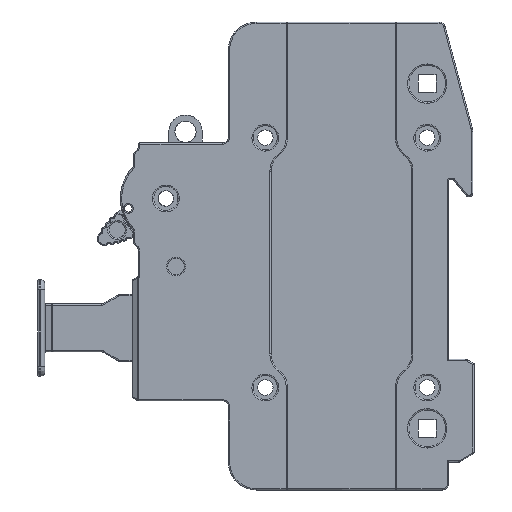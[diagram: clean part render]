
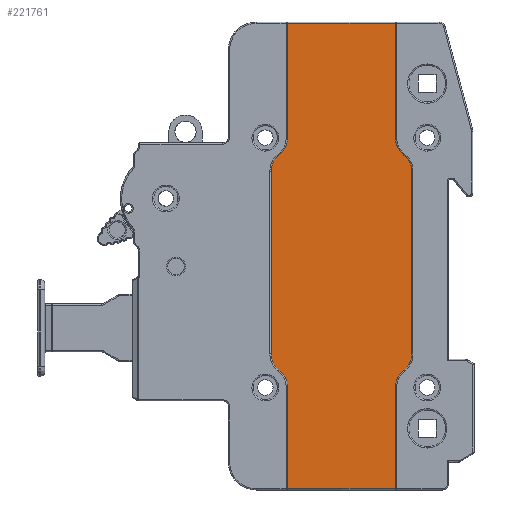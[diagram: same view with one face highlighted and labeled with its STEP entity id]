
A CAD part, left-side view. The second image highlights one B-rep face of the part: STEP entity #221761.
In plain terms, the highlighted planar face has unit normal (-1, 0, 0).
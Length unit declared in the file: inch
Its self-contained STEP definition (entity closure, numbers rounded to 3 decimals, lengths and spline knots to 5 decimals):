
#892 = EDGE_CURVE ( 'NONE', #102825, #40784, #150202, .T. ) ;
#980 = VERTEX_POINT ( 'NONE', #44628 ) ;
#1361 = VERTEX_POINT ( 'NONE', #54246 ) ;
#2301 = FACE_OUTER_BOUND ( 'NONE', #27505, .T. ) ;
#2943 = ORIENTED_EDGE ( 'NONE', *, *, #19989, .T. ) ;
#4297 = ORIENTED_EDGE ( 'NONE', *, *, #65216, .T. ) ;
#4647 = LINE ( 'NONE', #81257, #175918 ) ;
#8035 = DIRECTION ( 'NONE',  ( 0., 0., -1. ) ) ;
#9702 = DIRECTION ( 'NONE',  ( -1., 0., 0. ) ) ;
#9713 = AXIS2_PLACEMENT_3D ( 'NONE', #216439, #144217, #105268 ) ;
#14416 = VERTEX_POINT ( 'NONE', #25142 ) ;
#15815 = CARTESIAN_POINT ( 'NONE',  ( -0.87614, 1.89787, 2.96544 ) ) ;
#17899 = ORIENTED_EDGE ( 'NONE', *, *, #215367, .T. ) ;
#19989 = EDGE_CURVE ( 'NONE', #140836, #14416, #38008, .T. ) ;
#20973 = CARTESIAN_POINT ( 'NONE',  ( -0.87614, 1.73787, 4.39044 ) ) ;
#22029 = VERTEX_POINT ( 'NONE', #163975 ) ;
#22703 = ORIENTED_EDGE ( 'NONE', *, *, #206577, .T. ) ;
#24123 = DIRECTION ( 'NONE',  ( -1., 0., 0. ) ) ;
#24962 = AXIS2_PLACEMENT_3D ( 'NONE', #74685, #55217, #54410 ) ;
#25142 = CARTESIAN_POINT ( 'NONE',  ( -0.87614, 1.77068, 2.70382 ) ) ;
#26537 = DIRECTION ( 'NONE',  ( 0., 0., -1. ) ) ;
#27505 = EDGE_LOOP ( 'NONE', ( #169718, #22703, #106470, #176460, #197647, #236058, #17899, #169959, #4297, #29100, #223996, #88142, #178807, #180844, #138315, #2943 ) ) ;
#28477 = DIRECTION ( 'NONE',  ( 0., 1., 0. ) ) ;
#29100 = ORIENTED_EDGE ( 'NONE', *, *, #148716, .T. ) ;
#30703 = LINE ( 'NONE', #74672, #68415 ) ;
#33778 = PLANE ( 'NONE',  #9713 ) ;
#35352 = LINE ( 'NONE', #230221, #163149 ) ;
#37395 = CARTESIAN_POINT ( 'NONE',  ( -0.87614, 2.23074, 1.91445 ) ) ;
#38008 = CIRCLE ( 'NONE', #86557, 0.17265 ) ;
#40784 = VERTEX_POINT ( 'NONE', #41561 ) ;
#41561 = CARTESIAN_POINT ( 'NONE',  ( -0.87614, 0.92879, 4.65205 ) ) ;
#41781 = CIRCLE ( 'NONE', #123488, 0.16 ) ;
#44628 = CARTESIAN_POINT ( 'NONE',  ( -0.87614, 1.77068, 5.54437 ) ) ;
#48812 = LINE ( 'NONE', #158295, #95272 ) ;
#50904 = VERTEX_POINT ( 'NONE', #194978 ) ;
#54246 = CARTESIAN_POINT ( 'NONE',  ( -0.87614, 0.8016, 2.96544 ) ) ;
#54410 = DIRECTION ( 'NONE',  ( 0., 0., -1. ) ) ;
#55217 = DIRECTION ( 'NONE',  ( 1., 0., 0. ) ) ;
#56970 = DIRECTION ( 'NONE',  ( 0., 0., -1. ) ) ;
#60420 = EDGE_CURVE ( 'NONE', #129535, #181519, #48812, .T. ) ;
#64875 = CARTESIAN_POINT ( 'NONE',  ( -0.87614, 1.73787, 2.96544 ) ) ;
#65216 = EDGE_CURVE ( 'NONE', #40784, #50904, #227806, .T. ) ;
#65254 = VERTEX_POINT ( 'NONE', #237814 ) ;
#65639 = CARTESIAN_POINT ( 'NONE',  ( -0.87614, 1.94333, 2.70382 ) ) ;
#66603 = CARTESIAN_POINT ( 'NONE',  ( -0.87614, 2.23074, 5.54437 ) ) ;
#68415 = VECTOR ( 'NONE', #240218, 39.37008 ) ;
#74672 = CARTESIAN_POINT ( 'NONE',  ( -0.87614, 0.8016, 1.90461 ) ) ;
#74685 = CARTESIAN_POINT ( 'NONE',  ( -0.87614, 1.94333, 4.65205 ) ) ;
#74716 = DIRECTION ( 'NONE',  ( 0., -1., 0. ) ) ;
#74925 = EDGE_CURVE ( 'NONE', #22029, #84928, #152134, .T. ) ;
#74994 = CARTESIAN_POINT ( 'NONE',  ( -0.87614, 0.75614, 2.70382 ) ) ;
#75249 = CARTESIAN_POINT ( 'NONE',  ( -0.87614, 0.9616, 2.96544 ) ) ;
#79708 = VECTOR ( 'NONE', #84544, 39.37008 ) ;
#81257 = CARTESIAN_POINT ( 'NONE',  ( -0.87614, 1.77068, 1.90461 ) ) ;
#81345 = CARTESIAN_POINT ( 'NONE',  ( -0.87614, 0.9616, 4.39044 ) ) ;
#82949 = DIRECTION ( 'NONE',  ( -1., 0., 0. ) ) ;
#84544 = DIRECTION ( 'NONE',  ( 0., 0., 1. ) ) ;
#84928 = VERTEX_POINT ( 'NONE', #145158 ) ;
#86557 = AXIS2_PLACEMENT_3D ( 'NONE', #65639, #158875, #214120 ) ;
#88142 = ORIENTED_EDGE ( 'NONE', *, *, #239182, .T. ) ;
#89209 = EDGE_CURVE ( 'NONE', #14416, #183463, #35352, .T. ) ;
#93992 = DIRECTION ( 'NONE',  ( 0., 0., -1. ) ) ;
#95272 = VECTOR ( 'NONE', #233771, 39.37008 ) ;
#95649 = AXIS2_PLACEMENT_3D ( 'NONE', #81345, #82949, #175325 ) ;
#102825 = VERTEX_POINT ( 'NONE', #107047 ) ;
#105268 = DIRECTION ( 'NONE',  ( 0., -1., 0. ) ) ;
#105672 = EDGE_CURVE ( 'NONE', #980, #166628, #4647, .T. ) ;
#106470 = ORIENTED_EDGE ( 'NONE', *, *, #74925, .T. ) ;
#107047 = CARTESIAN_POINT ( 'NONE',  ( -0.87614, 0.86278, 4.51627 ) ) ;
#107396 = AXIS2_PLACEMENT_3D ( 'NONE', #74994, #223473, #113964 ) ;
#109591 = CIRCLE ( 'NONE', #107396, 0.17265 ) ;
#113964 = DIRECTION ( 'NONE',  ( 0., 0., -1. ) ) ;
#114774 = EDGE_CURVE ( 'NONE', #65254, #129535, #151504, .T. ) ;
#116714 = CARTESIAN_POINT ( 'NONE',  ( -0.87614, 0.8016, 4.39044 ) ) ;
#118963 = VECTOR ( 'NONE', #28477, 39.37008 ) ;
#121606 = CARTESIAN_POINT ( 'NONE',  ( -0.87614, 0.86278, 2.8396 ) ) ;
#123488 = AXIS2_PLACEMENT_3D ( 'NONE', #64875, #9702, #8035 ) ;
#126479 = DIRECTION ( 'NONE',  ( 0., 0., 1. ) ) ;
#129535 = VERTEX_POINT ( 'NONE', #144687 ) ;
#133155 = DIRECTION ( 'NONE',  ( 1., 0., 0. ) ) ;
#133301 = CIRCLE ( 'NONE', #179810, 0.16 ) ;
#137748 = EDGE_CURVE ( 'NONE', #84928, #188389, #109591, .T. ) ;
#138315 = ORIENTED_EDGE ( 'NONE', *, *, #180710, .T. ) ;
#140321 = VECTOR ( 'NONE', #74716, 39.37008 ) ;
#140836 = VERTEX_POINT ( 'NONE', #142236 ) ;
#142236 = CARTESIAN_POINT ( 'NONE',  ( -0.87614, 1.8367, 2.8396 ) ) ;
#144217 = DIRECTION ( 'NONE',  ( -1., 0., 0. ) ) ;
#144687 = CARTESIAN_POINT ( 'NONE',  ( -0.87614, 1.89787, 4.39088 ) ) ;
#145158 = CARTESIAN_POINT ( 'NONE',  ( -0.87614, 0.92879, 2.70382 ) ) ;
#146012 = CARTESIAN_POINT ( 'NONE',  ( -0.87614, 0.92879, 1.90461 ) ) ;
#146459 = EDGE_CURVE ( 'NONE', #188389, #1361, #133301, .T. ) ;
#148716 = EDGE_CURVE ( 'NONE', #50904, #980, #235128, .T. ) ;
#149958 = CIRCLE ( 'NONE', #95649, 0.16 ) ;
#150202 = CIRCLE ( 'NONE', #238173, 0.17265 ) ;
#151085 = CIRCLE ( 'NONE', #24962, 0.17265 ) ;
#151504 = CIRCLE ( 'NONE', #227105, 0.16 ) ;
#152134 = LINE ( 'NONE', #146012, #222000 ) ;
#157954 = CARTESIAN_POINT ( 'NONE',  ( -0.87614, 1.77068, 1.91445 ) ) ;
#158295 = CARTESIAN_POINT ( 'NONE',  ( -0.87614, 1.89787, 4.39088 ) ) ;
#158875 = DIRECTION ( 'NONE',  ( 1., 0., 0. ) ) ;
#163149 = VECTOR ( 'NONE', #26537, 39.37008 ) ;
#163975 = CARTESIAN_POINT ( 'NONE',  ( -0.87614, 0.92879, 1.91445 ) ) ;
#166628 = VERTEX_POINT ( 'NONE', #193014 ) ;
#169660 = CARTESIAN_POINT ( 'NONE',  ( -0.87614, 0.75614, 4.65205 ) ) ;
#169718 = ORIENTED_EDGE ( 'NONE', *, *, #89209, .T. ) ;
#169959 = ORIENTED_EDGE ( 'NONE', *, *, #892, .T. ) ;
#170130 = DIRECTION ( 'NONE',  ( -1., 0., 0. ) ) ;
#175325 = DIRECTION ( 'NONE',  ( 0., 0., -1. ) ) ;
#175918 = VECTOR ( 'NONE', #211074, 39.37008 ) ;
#176460 = ORIENTED_EDGE ( 'NONE', *, *, #137748, .T. ) ;
#178807 = ORIENTED_EDGE ( 'NONE', *, *, #114774, .T. ) ;
#179810 = AXIS2_PLACEMENT_3D ( 'NONE', #75249, #24123, #191996 ) ;
#180710 = EDGE_CURVE ( 'NONE', #181519, #140836, #41781, .T. ) ;
#180844 = ORIENTED_EDGE ( 'NONE', *, *, #60420, .T. ) ;
#181519 = VERTEX_POINT ( 'NONE', #15815 ) ;
#183463 = VERTEX_POINT ( 'NONE', #157954 ) ;
#188389 = VERTEX_POINT ( 'NONE', #121606 ) ;
#191996 = DIRECTION ( 'NONE',  ( 0., 0., -1. ) ) ;
#193014 = CARTESIAN_POINT ( 'NONE',  ( -0.87614, 1.77068, 4.65205 ) ) ;
#194978 = CARTESIAN_POINT ( 'NONE',  ( -0.87614, 0.92879, 5.54437 ) ) ;
#195672 = CARTESIAN_POINT ( 'NONE',  ( -0.87614, 0.92879, 1.90461 ) ) ;
#197647 = ORIENTED_EDGE ( 'NONE', *, *, #146459, .T. ) ;
#206577 = EDGE_CURVE ( 'NONE', #183463, #22029, #227461, .T. ) ;
#211074 = DIRECTION ( 'NONE',  ( 0., 0., -1. ) ) ;
#214120 = DIRECTION ( 'NONE',  ( 0., 0., -1. ) ) ;
#215367 = EDGE_CURVE ( 'NONE', #220159, #102825, #149958, .T. ) ;
#216439 = CARTESIAN_POINT ( 'NONE',  ( -0.87614, 2.23074, 1.90461 ) ) ;
#218565 = EDGE_CURVE ( 'NONE', #1361, #220159, #30703, .T. ) ;
#220159 = VERTEX_POINT ( 'NONE', #116714 ) ;
#221761 = ADVANCED_FACE ( 'NONE', ( #2301 ), #33778, .T. ) ;
#222000 = VECTOR ( 'NONE', #126479, 39.37008 ) ;
#223473 = DIRECTION ( 'NONE',  ( 1., 0., 0. ) ) ;
#223996 = ORIENTED_EDGE ( 'NONE', *, *, #105672, .T. ) ;
#227105 = AXIS2_PLACEMENT_3D ( 'NONE', #20973, #170130, #93992 ) ;
#227461 = LINE ( 'NONE', #37395, #140321 ) ;
#227806 = LINE ( 'NONE', #195672, #79708 ) ;
#230221 = CARTESIAN_POINT ( 'NONE',  ( -0.87614, 1.77068, 1.90461 ) ) ;
#233771 = DIRECTION ( 'NONE',  ( 0., 0., -1. ) ) ;
#235128 = LINE ( 'NONE', #66603, #118963 ) ;
#236058 = ORIENTED_EDGE ( 'NONE', *, *, #218565, .T. ) ;
#237814 = CARTESIAN_POINT ( 'NONE',  ( -0.87614, 1.8367, 4.51627 ) ) ;
#238173 = AXIS2_PLACEMENT_3D ( 'NONE', #169660, #133155, #56970 ) ;
#239182 = EDGE_CURVE ( 'NONE', #166628, #65254, #151085, .T. ) ;
#240218 = DIRECTION ( 'NONE',  ( 0., 0., 1. ) ) ;
